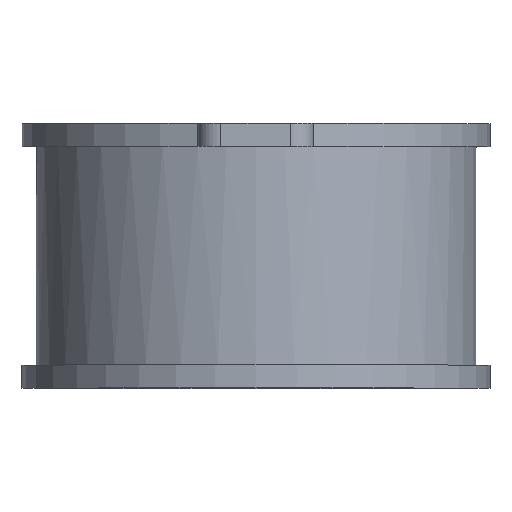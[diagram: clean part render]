
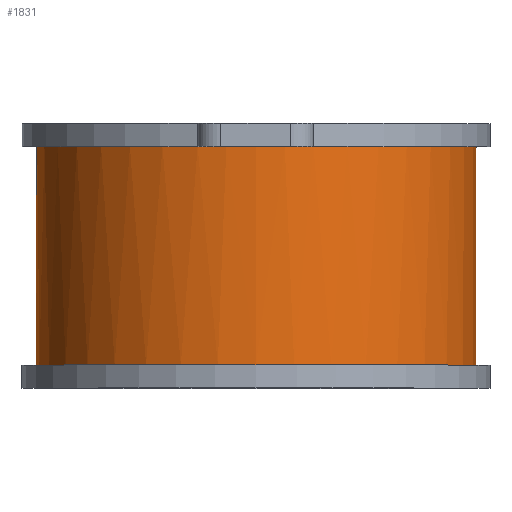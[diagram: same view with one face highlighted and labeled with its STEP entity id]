
A CAD part, top view. The second image highlights one B-rep face of the part: STEP entity #1831.
In plain terms, the highlighted cylindrical face has radius 18.98 mm (diameter 37.96 mm), a full revolution.
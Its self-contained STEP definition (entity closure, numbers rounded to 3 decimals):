
#656 = PLANE('',#657);
#657 = AXIS2_PLACEMENT_3D('',#658,#659,#660);
#658 = CARTESIAN_POINT('',(4.962,9.414,18.151));
#659 = DIRECTION('',(1.,0.,0.));
#660 = DIRECTION('',(0.,0.,1.));
#682 = PLANE('',#683);
#683 = AXIS2_PLACEMENT_3D('',#684,#685,#686);
#684 = CARTESIAN_POINT('',(0.,9.423,0.));
#685 = DIRECTION('',(-0.,-1.,-0.));
#686 = DIRECTION('',(1.,0.,0.));
#773 = PLANE('',#774);
#774 = AXIS2_PLACEMENT_3D('',#775,#776,#777);
#775 = CARTESIAN_POINT('',(-5.038,9.414,18.151));
#776 = DIRECTION('',(1.,0.,0.));
#777 = DIRECTION('',(0.,0.,1.));
#1282 = VERTEX_POINT('',#1283);
#1283 = CARTESIAN_POINT('',(4.962,9.423,18.32));
#1302 = EDGE_CURVE('',#1303,#1282,#1305,.T.);
#1303 = VERTEX_POINT('',#1304);
#1304 = CARTESIAN_POINT('',(18.98,9.423,0.));
#1305 = SURFACE_CURVE('',#1306,(#1311,#1318),.PCURVE_S1.);
#1306 = CIRCLE('',#1307,18.98);
#1307 = AXIS2_PLACEMENT_3D('',#1308,#1309,#1310);
#1308 = CARTESIAN_POINT('',(0.,9.423,0.));
#1309 = DIRECTION('',(0.,-1.,0.));
#1310 = DIRECTION('',(1.,0.,0.));
#1311 = PCURVE('',#682,#1312);
#1312 = DEFINITIONAL_REPRESENTATION('',(#1313),#1317);
#1313 = CIRCLE('',#1314,18.98);
#1314 = AXIS2_PLACEMENT_2D('',#1315,#1316);
#1315 = CARTESIAN_POINT('',(0.,0.));
#1316 = DIRECTION('',(1.,0.));
#1317 = ( GEOMETRIC_REPRESENTATION_CONTEXT(2) 
PARAMETRIC_REPRESENTATION_CONTEXT() REPRESENTATION_CONTEXT('2D SPACE',''
  ) );
#1318 = PCURVE('',#1319,#1324);
#1319 = CYLINDRICAL_SURFACE('',#1320,18.98);
#1320 = AXIS2_PLACEMENT_3D('',#1321,#1322,#1323);
#1321 = CARTESIAN_POINT('',(0.,9.423,0.));
#1322 = DIRECTION('',(-0.,-1.,-0.));
#1323 = DIRECTION('',(1.,0.,0.));
#1324 = DEFINITIONAL_REPRESENTATION('',(#1325),#1329);
#1325 = LINE('',#1326,#1327);
#1326 = CARTESIAN_POINT('',(0.,0.));
#1327 = VECTOR('',#1328,1.);
#1328 = DIRECTION('',(1.,0.));
#1329 = ( GEOMETRIC_REPRESENTATION_CONTEXT(2) 
PARAMETRIC_REPRESENTATION_CONTEXT() REPRESENTATION_CONTEXT('2D SPACE',''
  ) );
#1331 = EDGE_CURVE('',#1332,#1303,#1334,.T.);
#1332 = VERTEX_POINT('',#1333);
#1333 = CARTESIAN_POINT('',(-5.038,9.423,18.299));
#1334 = SURFACE_CURVE('',#1335,(#1340,#1347),.PCURVE_S1.);
#1335 = CIRCLE('',#1336,18.98);
#1336 = AXIS2_PLACEMENT_3D('',#1337,#1338,#1339);
#1337 = CARTESIAN_POINT('',(0.,9.423,0.));
#1338 = DIRECTION('',(0.,-1.,0.));
#1339 = DIRECTION('',(1.,0.,0.));
#1340 = PCURVE('',#682,#1341);
#1341 = DEFINITIONAL_REPRESENTATION('',(#1342),#1346);
#1342 = CIRCLE('',#1343,18.98);
#1343 = AXIS2_PLACEMENT_2D('',#1344,#1345);
#1344 = CARTESIAN_POINT('',(0.,0.));
#1345 = DIRECTION('',(1.,0.));
#1346 = ( GEOMETRIC_REPRESENTATION_CONTEXT(2) 
PARAMETRIC_REPRESENTATION_CONTEXT() REPRESENTATION_CONTEXT('2D SPACE',''
  ) );
#1347 = PCURVE('',#1319,#1348);
#1348 = DEFINITIONAL_REPRESENTATION('',(#1349),#1353);
#1349 = LINE('',#1350,#1351);
#1350 = CARTESIAN_POINT('',(0.,0.));
#1351 = VECTOR('',#1352,1.);
#1352 = DIRECTION('',(1.,0.));
#1353 = ( GEOMETRIC_REPRESENTATION_CONTEXT(2) 
PARAMETRIC_REPRESENTATION_CONTEXT() REPRESENTATION_CONTEXT('2D SPACE',''
  ) );
#1378 = VERTEX_POINT('',#1379);
#1379 = CARTESIAN_POINT('',(4.962,9.414,18.32)
  );
#1395 = PLANE('',#1396);
#1396 = AXIS2_PLACEMENT_3D('',#1397,#1398,#1399);
#1397 = CARTESIAN_POINT('',(-5.038,9.414,18.151)
  );
#1398 = DIRECTION('',(0.,1.,0.));
#1399 = DIRECTION('',(0.,0.,1.));
#1407 = EDGE_CURVE('',#1282,#1378,#1408,.T.);
#1408 = SURFACE_CURVE('',#1409,(#1413,#1419),.PCURVE_S1.);
#1409 = LINE('',#1410,#1411);
#1410 = CARTESIAN_POINT('',(4.962,9.423,18.32));
#1411 = VECTOR('',#1412,1.);
#1412 = DIRECTION('',(-0.,-1.,-0.));
#1413 = PCURVE('',#656,#1414);
#1414 = DEFINITIONAL_REPRESENTATION('',(#1415),#1418);
#1415 = B_SPLINE_CURVE_WITH_KNOTS('',1,(#1416,#1417),.UNSPECIFIED.,.F.,
  .F.,(2,2),(0.,0.209),
  .PIECEWISE_BEZIER_KNOTS.);
#1416 = CARTESIAN_POINT('',(0.169,-0.009));
#1417 = CARTESIAN_POINT('',(0.169,0.2));
#1418 = ( GEOMETRIC_REPRESENTATION_CONTEXT(2) 
PARAMETRIC_REPRESENTATION_CONTEXT() REPRESENTATION_CONTEXT('2D SPACE',''
  ) );
#1419 = PCURVE('',#1319,#1420);
#1420 = DEFINITIONAL_REPRESENTATION('',(#1421),#1424);
#1421 = B_SPLINE_CURVE_WITH_KNOTS('',1,(#1422,#1423),.UNSPECIFIED.,.F.,
  .F.,(2,2),(0.,0.209),
  .PIECEWISE_BEZIER_KNOTS.);
#1422 = CARTESIAN_POINT('',(1.306,0.));
#1423 = CARTESIAN_POINT('',(1.306,0.209));
#1424 = ( GEOMETRIC_REPRESENTATION_CONTEXT(2) 
PARAMETRIC_REPRESENTATION_CONTEXT() REPRESENTATION_CONTEXT('2D SPACE',''
  ) );
#1623 = VERTEX_POINT('',#1624);
#1624 = CARTESIAN_POINT('',(-5.038,9.414,18.299
    ));
#1647 = EDGE_CURVE('',#1332,#1623,#1648,.T.);
#1648 = SURFACE_CURVE('',#1649,(#1653,#1659),.PCURVE_S1.);
#1649 = LINE('',#1650,#1651);
#1650 = CARTESIAN_POINT('',(-5.038,9.423,18.299));
#1651 = VECTOR('',#1652,1.);
#1652 = DIRECTION('',(-0.,-1.,-0.));
#1653 = PCURVE('',#773,#1654);
#1654 = DEFINITIONAL_REPRESENTATION('',(#1655),#1658);
#1655 = B_SPLINE_CURVE_WITH_KNOTS('',1,(#1656,#1657),.UNSPECIFIED.,.F.,
  .F.,(2,2),(0.,0.209),
  .PIECEWISE_BEZIER_KNOTS.);
#1656 = CARTESIAN_POINT('',(0.148,-0.009));
#1657 = CARTESIAN_POINT('',(0.148,0.2));
#1658 = ( GEOMETRIC_REPRESENTATION_CONTEXT(2) 
PARAMETRIC_REPRESENTATION_CONTEXT() REPRESENTATION_CONTEXT('2D SPACE',''
  ) );
#1659 = PCURVE('',#1319,#1660);
#1660 = DEFINITIONAL_REPRESENTATION('',(#1661),#1664);
#1661 = B_SPLINE_CURVE_WITH_KNOTS('',1,(#1662,#1663),.UNSPECIFIED.,.F.,
  .F.,(2,2),(0.,0.209),
  .PIECEWISE_BEZIER_KNOTS.);
#1662 = CARTESIAN_POINT('',(1.839,0.));
#1663 = CARTESIAN_POINT('',(1.839,0.209));
#1664 = ( GEOMETRIC_REPRESENTATION_CONTEXT(2) 
PARAMETRIC_REPRESENTATION_CONTEXT() REPRESENTATION_CONTEXT('2D SPACE',''
  ) );
#1831 = ADVANCED_FACE('',(#1832),#1319,.T.);
#1832 = FACE_BOUND('',#1833,.T.);
#1833 = EDGE_LOOP('',(#1834,#1857,#1858,#1859,#1885,#1886,#1887,#1888));
#1834 = ORIENTED_EDGE('',*,*,#1835,.F.);
#1835 = EDGE_CURVE('',#1303,#1836,#1838,.T.);
#1836 = VERTEX_POINT('',#1837);
#1837 = CARTESIAN_POINT('',(18.98,-9.423,0.));
#1838 = SEAM_CURVE('',#1839,(#1843,#1850),.PCURVE_S1.);
#1839 = LINE('',#1840,#1841);
#1840 = CARTESIAN_POINT('',(18.98,9.423,0.));
#1841 = VECTOR('',#1842,1.);
#1842 = DIRECTION('',(0.,-1.,0.));
#1843 = PCURVE('',#1319,#1844);
#1844 = DEFINITIONAL_REPRESENTATION('',(#1845),#1849);
#1845 = LINE('',#1846,#1847);
#1846 = CARTESIAN_POINT('',(0.,0.));
#1847 = VECTOR('',#1848,1.);
#1848 = DIRECTION('',(0.,1.));
#1849 = ( GEOMETRIC_REPRESENTATION_CONTEXT(2) 
PARAMETRIC_REPRESENTATION_CONTEXT() REPRESENTATION_CONTEXT('2D SPACE',''
  ) );
#1850 = PCURVE('',#1319,#1851);
#1851 = DEFINITIONAL_REPRESENTATION('',(#1852),#1856);
#1852 = LINE('',#1853,#1854);
#1853 = CARTESIAN_POINT('',(6.283,0.));
#1854 = VECTOR('',#1855,1.);
#1855 = DIRECTION('',(0.,1.));
#1856 = ( GEOMETRIC_REPRESENTATION_CONTEXT(2) 
PARAMETRIC_REPRESENTATION_CONTEXT() REPRESENTATION_CONTEXT('2D SPACE',''
  ) );
#1857 = ORIENTED_EDGE('',*,*,#1302,.T.);
#1858 = ORIENTED_EDGE('',*,*,#1407,.T.);
#1859 = ORIENTED_EDGE('',*,*,#1860,.T.);
#1860 = EDGE_CURVE('',#1378,#1623,#1861,.T.);
#1861 = SURFACE_CURVE('',#1862,(#1867,#1874),.PCURVE_S1.);
#1862 = CIRCLE('',#1863,18.98);
#1863 = AXIS2_PLACEMENT_3D('',#1864,#1865,#1866);
#1864 = CARTESIAN_POINT('',(0.,9.414,0.));
#1865 = DIRECTION('',(0.,-1.,0.));
#1866 = DIRECTION('',(1.,0.,0.));
#1867 = PCURVE('',#1319,#1868);
#1868 = DEFINITIONAL_REPRESENTATION('',(#1869),#1873);
#1869 = LINE('',#1870,#1871);
#1870 = CARTESIAN_POINT('',(0.,0.009));
#1871 = VECTOR('',#1872,1.);
#1872 = DIRECTION('',(1.,0.));
#1873 = ( GEOMETRIC_REPRESENTATION_CONTEXT(2) 
PARAMETRIC_REPRESENTATION_CONTEXT() REPRESENTATION_CONTEXT('2D SPACE',''
  ) );
#1874 = PCURVE('',#1395,#1875);
#1875 = DEFINITIONAL_REPRESENTATION('',(#1876),#1884);
#1876 = ( BOUNDED_CURVE() B_SPLINE_CURVE(2,(#1877,#1878,#1879,#1880,
#1881,#1882,#1883),.UNSPECIFIED.,.T.,.F.) B_SPLINE_CURVE_WITH_KNOTS((1,2
    ,2,2,2,1),(-2.094,0.,2.094,4.189,
6.283,8.378),.UNSPECIFIED.) CURVE() 
GEOMETRIC_REPRESENTATION_ITEM() RATIONAL_B_SPLINE_CURVE((1.,0.5,1.,0.5,
1.,0.5,1.)) REPRESENTATION_ITEM('') );
#1877 = CARTESIAN_POINT('',(-18.151,24.018));
#1878 = CARTESIAN_POINT('',(14.724,24.018));
#1879 = CARTESIAN_POINT('',(-1.714,-4.452));
#1880 = CARTESIAN_POINT('',(-18.151,-32.922));
#1881 = CARTESIAN_POINT('',(-34.588,-4.452));
#1882 = CARTESIAN_POINT('',(-51.026,24.018));
#1883 = CARTESIAN_POINT('',(-18.151,24.018));
#1884 = ( GEOMETRIC_REPRESENTATION_CONTEXT(2) 
PARAMETRIC_REPRESENTATION_CONTEXT() REPRESENTATION_CONTEXT('2D SPACE',''
  ) );
#1885 = ORIENTED_EDGE('',*,*,#1647,.F.);
#1886 = ORIENTED_EDGE('',*,*,#1331,.T.);
#1887 = ORIENTED_EDGE('',*,*,#1835,.T.);
#1888 = ORIENTED_EDGE('',*,*,#1889,.F.);
#1889 = EDGE_CURVE('',#1836,#1836,#1890,.T.);
#1890 = SURFACE_CURVE('',#1891,(#1896,#1903),.PCURVE_S1.);
#1891 = CIRCLE('',#1892,18.98);
#1892 = AXIS2_PLACEMENT_3D('',#1893,#1894,#1895);
#1893 = CARTESIAN_POINT('',(0.,-9.423,0.));
#1894 = DIRECTION('',(0.,-1.,0.));
#1895 = DIRECTION('',(1.,0.,0.));
#1896 = PCURVE('',#1319,#1897);
#1897 = DEFINITIONAL_REPRESENTATION('',(#1898),#1902);
#1898 = LINE('',#1899,#1900);
#1899 = CARTESIAN_POINT('',(0.,18.847));
#1900 = VECTOR('',#1901,1.);
#1901 = DIRECTION('',(1.,0.));
#1902 = ( GEOMETRIC_REPRESENTATION_CONTEXT(2) 
PARAMETRIC_REPRESENTATION_CONTEXT() REPRESENTATION_CONTEXT('2D SPACE',''
  ) );
#1903 = PCURVE('',#1904,#1909);
#1904 = PLANE('',#1905);
#1905 = AXIS2_PLACEMENT_3D('',#1906,#1907,#1908);
#1906 = CARTESIAN_POINT('',(0.,-9.423,0.));
#1907 = DIRECTION('',(-0.,-1.,-0.));
#1908 = DIRECTION('',(1.,0.,0.));
#1909 = DEFINITIONAL_REPRESENTATION('',(#1910),#1914);
#1910 = CIRCLE('',#1911,18.98);
#1911 = AXIS2_PLACEMENT_2D('',#1912,#1913);
#1912 = CARTESIAN_POINT('',(0.,0.));
#1913 = DIRECTION('',(1.,-0.));
#1914 = ( GEOMETRIC_REPRESENTATION_CONTEXT(2) 
PARAMETRIC_REPRESENTATION_CONTEXT() REPRESENTATION_CONTEXT('2D SPACE',''
  ) );
